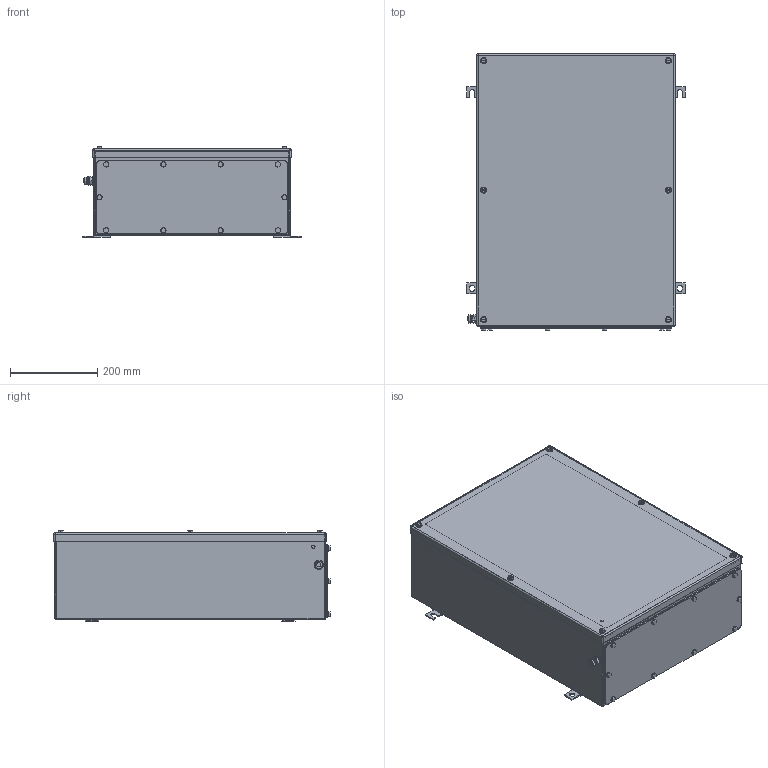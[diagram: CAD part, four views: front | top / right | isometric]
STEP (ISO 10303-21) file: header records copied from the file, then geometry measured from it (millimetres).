
FILE_DESCRIPTION(('CATIA V5 STEP Exchange','CAx-IF Rec.Pracs.--- Model Styling and Organization---1.4--- 2014-01-23'),'2;1');
FILE_NAME ('008685-4_2_1196460000_1196460000.stp','2019-09-25T08:42:33+00:00',('none'),('Weidmueller'),'CATIA Version 5-6 Release 2016 SP3 HF44','CATIA V5 STEP AP214','none');
FILE_SCHEMA(('AUTOMOTIVE_DESIGN { 1 0 10303 214 1 1 1 1 }'));
Length unit declared in the file: millimetre
Products named in the file (1): Product6_AllCATPart
Bounding box: 501 x 633.5 x 208.5 mm (x, y, z)
Volume: 1963024.9 mm3; surface area: 2354352.2 mm2
Topology: 68 solids, 68 shells, 1468 faces, 3380 edges, 2086 vertices
Faces by surface type: cylinder 594, plane 508, cone 308, torus 42, sphere 16
Entity records: 39235 total; most frequent: CARTESIAN_POINT 8296, ORIENTED_EDGE 6640, DIRECTION 5135, EDGE_CURVE 3320, AXIS2_PLACEMENT_3D 2474, VERTEX_POINT 2086, EDGE_LOOP 1698, VECTOR 1618
